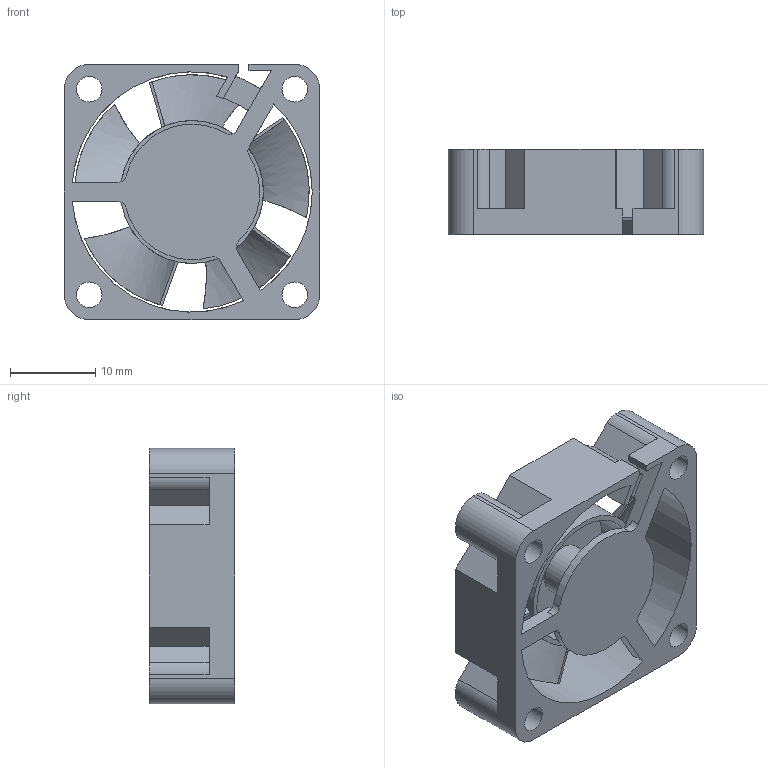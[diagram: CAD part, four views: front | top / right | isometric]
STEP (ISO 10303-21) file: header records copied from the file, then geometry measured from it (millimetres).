
FILE_DESCRIPTION((''),'2;1');
FILE_NAME('ASM0001_ASM','2019-04-26T',('Administrator'),(''),'PRO/ENGINEER BY PARAMETRIC TECHNOLOGY CORPORATION, 2009440','PRO/ENGINEER BY PARAMETRIC TECHNOLOGY CORPORATION, 2009440','');
FILE_SCHEMA(('CONFIG_CONTROL_DESIGN'));
Length unit declared in the file: millimetre
Products named in the file (3): 3010YEYA-LIUJIAOK; 3010YEYASHANYE; ASM0001_ASM
Assembly tree (2 placements, depth 2):
  ASM0001_ASM
    3010YEYA-LIUJIAOK
    3010YEYASHANYE
Bounding box: 30 x 10 x 30 mm (x, y, z)
Volume: 2972.9 mm3; surface area: 5503 mm2
Topology: 2 solids, 2 shells, 154 faces, 423 edges, 276 vertices
Faces by surface type: plane 59, cylinder 59, bspline 30, torus 4, sphere 2
Entity records: 6044 total; most frequent: CARTESIAN_POINT 2087, ORIENTED_EDGE 842, DIRECTION 770, EDGE_CURVE 421, AXIS2_PLACEMENT_3D 277, VERTEX_POINT 276, VECTOR 216, LINE 216
